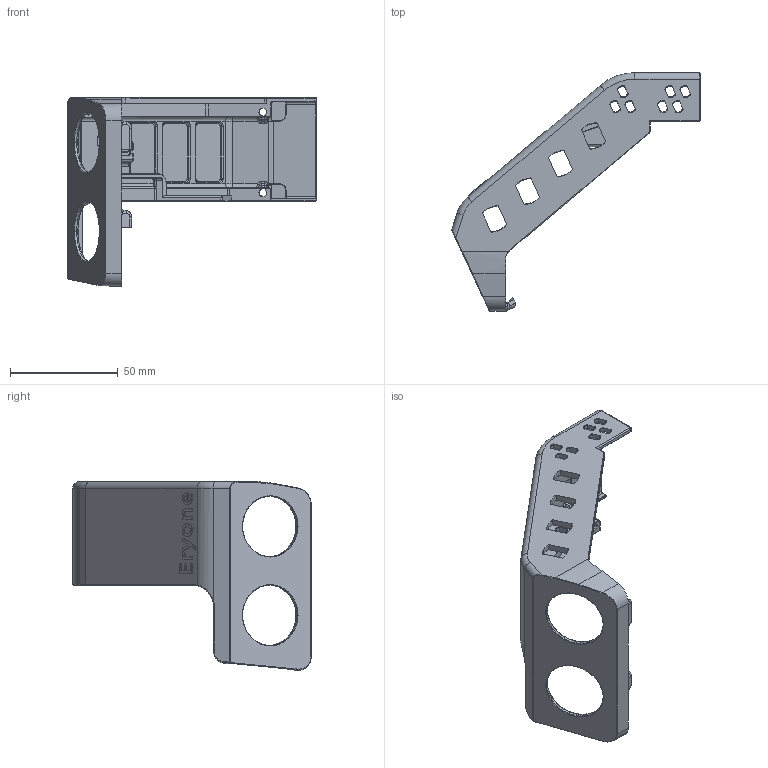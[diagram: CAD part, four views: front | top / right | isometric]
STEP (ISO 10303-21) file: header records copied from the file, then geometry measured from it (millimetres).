
FILE_DESCRIPTION (( 'STEP AP214' ), '1' );
FILE_NAME ('Extruder bracket cover.STEP', '2025-08-09T06:34:00', ( '' ), ( '' ), 'SwSTEP 2.0', 'SolidWorks 2021', '' );
FILE_SCHEMA (( 'AUTOMOTIVE_DESIGN' ));
Length unit declared in the file: millimetre
Products named in the file (1): Extruder bracket cover
Bounding box: 115.51 x 110.72 x 87.75 mm (x, y, z)
Volume: 45152.4 mm3; surface area: 33449.2 mm2
Topology: 1 solids, 1 shells, 953 faces, 2409 edges, 1456 vertices
Faces by surface type: cylinder 300, plane 282, torus 174, bspline 122, cone 61, sphere 14
Entity records: 32668 total; most frequent: CARTESIAN_POINT 10670, ORIENTED_EDGE 4784, DIRECTION 4448, EDGE_CURVE 2392, AXIS2_PLACEMENT_3D 1675, VERTEX_POINT 1456, LINE 1098, VECTOR 1098
